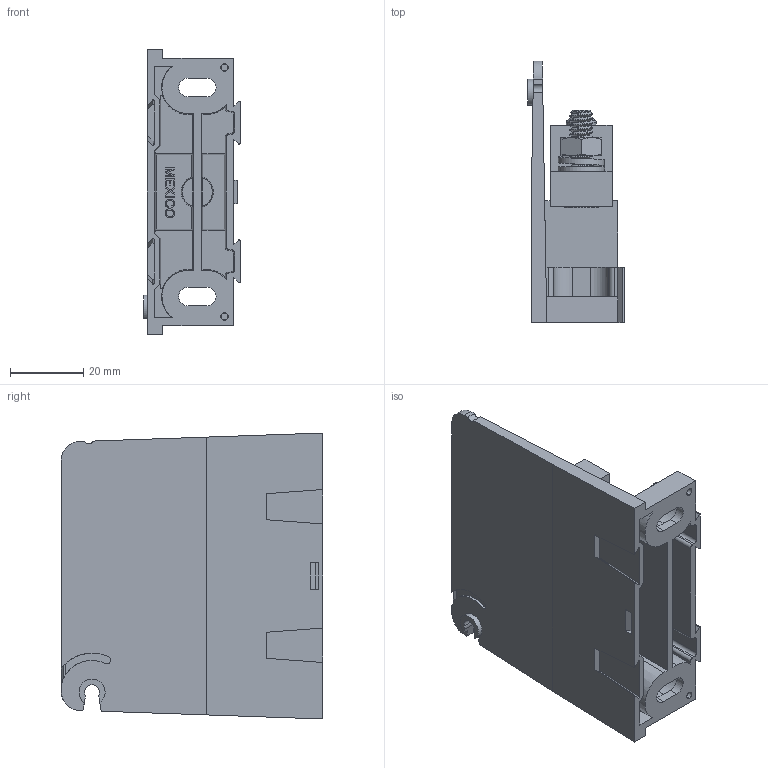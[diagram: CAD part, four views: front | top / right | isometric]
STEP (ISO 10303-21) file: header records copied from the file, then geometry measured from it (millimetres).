
FILE_DESCRIPTION (( 'STEP AP214' ), '1' );
FILE_NAME ('701924rev-ADDER.STEP', '2016-02-03T14:13:31', ( '' ), ( '' ), 'SwSTEP 2.0', 'SolidWorks 2014', '' );
FILE_SCHEMA (( 'AUTOMOTIVE_DESIGN' ));
Length unit declared in the file: inch
Products named in the file (10): 701924rev-ADDER; 410035; C06314; F08955_.250-20; F09002; F08973_F08973; F08974; F09917_91251A541; C06314P; F08922_DEFAULT
Assembly tree (9 placements, depth 3):
  701924rev-ADDER
    410035
    C06314P
      C06314
      F08955_.250-20
      F09002
      F08973_F08973
      F08974
      F09917_91251A541
    F08922_DEFAULT
Bounding box: 26.29 x 71.37 x 78.11 mm (x, y, z)
Volume: 39912.7 mm3; surface area: 30418.2 mm2
Topology: 8 solids, 8 shells, 574 faces, 1576 edges, 1037 vertices
Faces by surface type: cylinder 221, plane 217, cone 67, bspline 63, torus 4, sphere 2
Entity records: 24388 total; most frequent: CARTESIAN_POINT 10744, ORIENTED_EDGE 3152, DIRECTION 2321, EDGE_CURVE 1576, VERTEX_POINT 1037, VECTOR 821, LINE 821, AXIS2_PLACEMENT_3D 750
